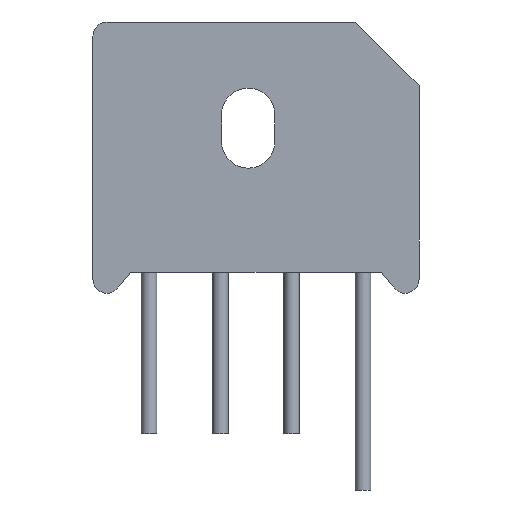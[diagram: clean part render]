
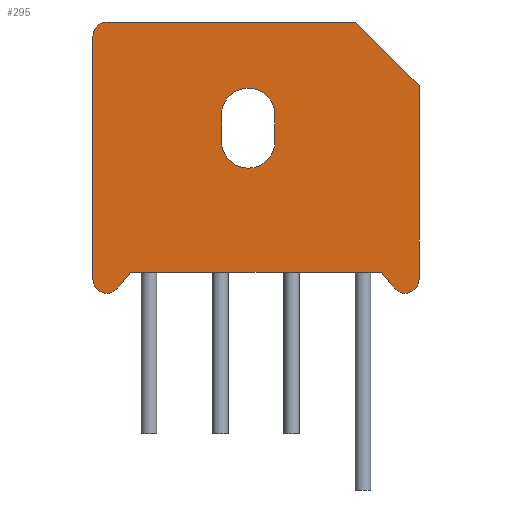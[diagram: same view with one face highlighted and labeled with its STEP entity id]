
A CAD part, front view. The second image highlights one B-rep face of the part: STEP entity #295.
In plain terms, the highlighted planar face has unit normal (0, -1, 0).
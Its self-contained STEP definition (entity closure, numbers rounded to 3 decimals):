
#66 = VERTEX_POINT('',#67);
#67 = CARTESIAN_POINT('',(-1.292,-1.8,1.5));
#73 = EDGE_CURVE('',#66,#74,#76,.T.);
#74 = VERTEX_POINT('',#75);
#75 = CARTESIAN_POINT('',(16.532,-1.8,1.5));
#76 = LINE('',#77,#78);
#77 = CARTESIAN_POINT('',(-1.292,-1.8,1.5));
#78 = VECTOR('',#79,1.);
#79 = DIRECTION('',(1.,0.,0.));
#142 = VERTEX_POINT('',#143);
#143 = CARTESIAN_POINT('',(-2.202,-1.8,0.372));
#149 = EDGE_CURVE('',#142,#66,#150,.T.);
#150 = LINE('',#151,#152);
#151 = CARTESIAN_POINT('',(-2.202,-1.8,0.372));
#152 = VECTOR('',#153,1.);
#153 = DIRECTION('',(0.628,0.,0.778));
#295 = ADVANCED_FACE('',(#296,#383),#419,.F.);
#296 = FACE_BOUND('',#297,.T.);
#297 = EDGE_LOOP('',(#298,#308,#316,#324,#333,#341,#350,#357,#358,#359,
    #367,#376));
#298 = ORIENTED_EDGE('',*,*,#299,.T.);
#299 = EDGE_CURVE('',#300,#302,#304,.T.);
#300 = VERTEX_POINT('',#301);
#301 = CARTESIAN_POINT('',(19.22,-1.8,1.));
#302 = VERTEX_POINT('',#303);
#303 = CARTESIAN_POINT('',(19.22,-1.8,14.8));
#304 = LINE('',#305,#306);
#305 = CARTESIAN_POINT('',(19.22,-1.8,1.));
#306 = VECTOR('',#307,1.);
#307 = DIRECTION('',(0.,0.,1.));
#308 = ORIENTED_EDGE('',*,*,#309,.T.);
#309 = EDGE_CURVE('',#302,#310,#312,.T.);
#310 = VERTEX_POINT('',#311);
#311 = CARTESIAN_POINT('',(14.72,-1.8,19.3));
#312 = LINE('',#313,#314);
#313 = CARTESIAN_POINT('',(19.22,-1.8,14.8));
#314 = VECTOR('',#315,1.);
#315 = DIRECTION('',(-0.707,0.,0.707)
  );
#316 = ORIENTED_EDGE('',*,*,#317,.T.);
#317 = EDGE_CURVE('',#310,#318,#320,.T.);
#318 = VERTEX_POINT('',#319);
#319 = CARTESIAN_POINT('',(-2.98,-1.8,19.3));
#320 = LINE('',#321,#322);
#321 = CARTESIAN_POINT('',(14.72,-1.8,19.3));
#322 = VECTOR('',#323,1.);
#323 = DIRECTION('',(-1.,0.,0.));
#324 = ORIENTED_EDGE('',*,*,#325,.T.);
#325 = EDGE_CURVE('',#318,#326,#328,.T.);
#326 = VERTEX_POINT('',#327);
#327 = CARTESIAN_POINT('',(-3.98,-1.8,18.3));
#328 = CIRCLE('',#329,1.);
#329 = AXIS2_PLACEMENT_3D('',#330,#331,#332);
#330 = CARTESIAN_POINT('',(-2.98,-1.8,18.3));
#331 = DIRECTION('',(0.,-1.,0.));
#332 = DIRECTION('',(1.,0.,0.));
#333 = ORIENTED_EDGE('',*,*,#334,.T.);
#334 = EDGE_CURVE('',#326,#335,#337,.T.);
#335 = VERTEX_POINT('',#336);
#336 = CARTESIAN_POINT('',(-3.98,-1.8,1.));
#337 = LINE('',#338,#339);
#338 = CARTESIAN_POINT('',(-3.98,-1.8,18.3));
#339 = VECTOR('',#340,1.);
#340 = DIRECTION('',(0.,0.,-1.));
#341 = ORIENTED_EDGE('',*,*,#342,.T.);
#342 = EDGE_CURVE('',#335,#343,#345,.T.);
#343 = VERTEX_POINT('',#344);
#344 = CARTESIAN_POINT('',(-2.981,-1.8,0.));
#345 = CIRCLE('',#346,1.);
#346 = AXIS2_PLACEMENT_3D('',#347,#348,#349);
#347 = CARTESIAN_POINT('',(-2.98,-1.8,1.));
#348 = DIRECTION('',(0.,-1.,0.));
#349 = DIRECTION('',(1.,0.,0.));
#350 = ORIENTED_EDGE('',*,*,#351,.T.);
#351 = EDGE_CURVE('',#343,#142,#352,.T.);
#352 = CIRCLE('',#353,1.);
#353 = AXIS2_PLACEMENT_3D('',#354,#355,#356);
#354 = CARTESIAN_POINT('',(-2.98,-1.8,1.));
#355 = DIRECTION('',(0.,-1.,0.));
#356 = DIRECTION('',(1.,0.,0.));
#357 = ORIENTED_EDGE('',*,*,#149,.T.);
#358 = ORIENTED_EDGE('',*,*,#73,.T.);
#359 = ORIENTED_EDGE('',*,*,#360,.T.);
#360 = EDGE_CURVE('',#74,#361,#363,.T.);
#361 = VERTEX_POINT('',#362);
#362 = CARTESIAN_POINT('',(17.442,-1.8,0.372));
#363 = LINE('',#364,#365);
#364 = CARTESIAN_POINT('',(16.532,-1.8,1.5));
#365 = VECTOR('',#366,1.);
#366 = DIRECTION('',(0.628,0.,-0.778
    ));
#367 = ORIENTED_EDGE('',*,*,#368,.T.);
#368 = EDGE_CURVE('',#361,#369,#371,.T.);
#369 = VERTEX_POINT('',#370);
#370 = CARTESIAN_POINT('',(18.219,-1.8,0.));
#371 = CIRCLE('',#372,1.);
#372 = AXIS2_PLACEMENT_3D('',#373,#374,#375);
#373 = CARTESIAN_POINT('',(18.22,-1.8,1.));
#374 = DIRECTION('',(0.,-1.,0.));
#375 = DIRECTION('',(1.,0.,0.));
#376 = ORIENTED_EDGE('',*,*,#377,.T.);
#377 = EDGE_CURVE('',#369,#300,#378,.T.);
#378 = CIRCLE('',#379,1.);
#379 = AXIS2_PLACEMENT_3D('',#380,#381,#382);
#380 = CARTESIAN_POINT('',(18.22,-1.8,1.));
#381 = DIRECTION('',(0.,-1.,0.));
#382 = DIRECTION('',(1.,0.,0.));
#383 = FACE_BOUND('',#384,.F.);
#384 = EDGE_LOOP('',(#385,#396,#404,#413));
#385 = ORIENTED_EDGE('',*,*,#386,.T.);
#386 = EDGE_CURVE('',#387,#389,#391,.T.);
#387 = VERTEX_POINT('',#388);
#388 = CARTESIAN_POINT('',(8.97,-1.8,12.7));
#389 = VERTEX_POINT('',#390);
#390 = CARTESIAN_POINT('',(5.17,-1.8,12.7));
#391 = CIRCLE('',#392,1.9);
#392 = AXIS2_PLACEMENT_3D('',#393,#394,#395);
#393 = CARTESIAN_POINT('',(7.07,-1.8,12.7));
#394 = DIRECTION('',(0.,-1.,0.));
#395 = DIRECTION('',(1.,0.,0.));
#396 = ORIENTED_EDGE('',*,*,#397,.T.);
#397 = EDGE_CURVE('',#389,#398,#400,.T.);
#398 = VERTEX_POINT('',#399);
#399 = CARTESIAN_POINT('',(5.17,-1.8,10.8));
#400 = LINE('',#401,#402);
#401 = CARTESIAN_POINT('',(5.17,-1.8,12.7));
#402 = VECTOR('',#403,1.);
#403 = DIRECTION('',(0.,0.,-1.));
#404 = ORIENTED_EDGE('',*,*,#405,.T.);
#405 = EDGE_CURVE('',#398,#406,#408,.T.);
#406 = VERTEX_POINT('',#407);
#407 = CARTESIAN_POINT('',(8.97,-1.8,10.8));
#408 = CIRCLE('',#409,1.9);
#409 = AXIS2_PLACEMENT_3D('',#410,#411,#412);
#410 = CARTESIAN_POINT('',(7.07,-1.8,10.8));
#411 = DIRECTION('',(0.,-1.,0.));
#412 = DIRECTION('',(1.,0.,0.));
#413 = ORIENTED_EDGE('',*,*,#414,.F.);
#414 = EDGE_CURVE('',#387,#406,#415,.T.);
#415 = LINE('',#416,#417);
#416 = CARTESIAN_POINT('',(8.97,-1.8,12.7));
#417 = VECTOR('',#418,1.);
#418 = DIRECTION('',(0.,0.,-1.));
#419 = PLANE('',#420);
#420 = AXIS2_PLACEMENT_3D('',#421,#422,#423);
#421 = CARTESIAN_POINT('',(19.22,-1.8,1.));
#422 = DIRECTION('',(0.,1.,0.));
#423 = DIRECTION('',(0.,0.,1.));
